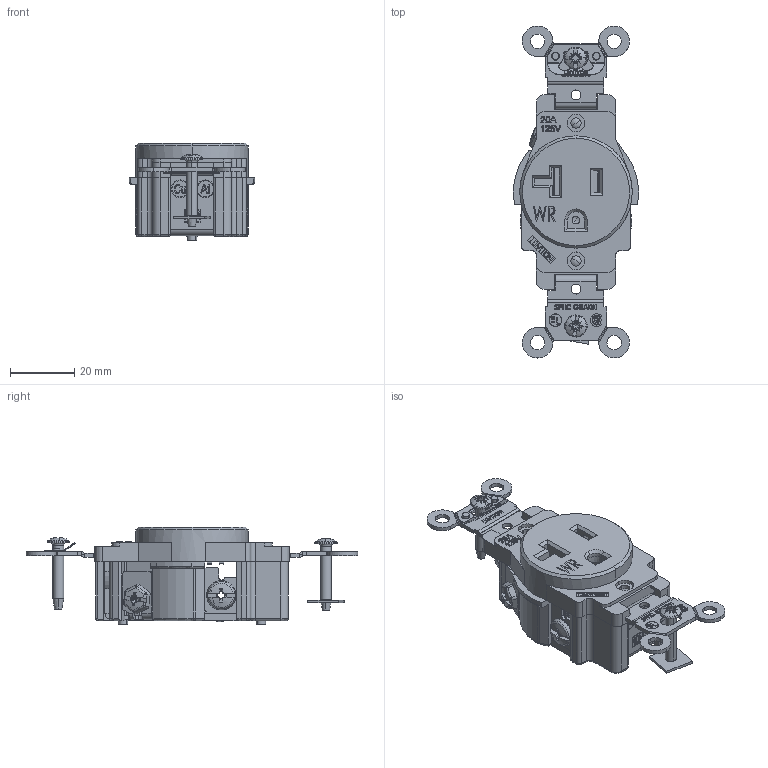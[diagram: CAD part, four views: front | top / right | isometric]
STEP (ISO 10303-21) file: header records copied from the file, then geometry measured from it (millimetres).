
FILE_DESCRIPTION (( 'STEP AP214' ), '1' );
FILE_NAME ('CATSTD-W5461-000-M01.STEP', '2022-02-22T20:46:46', ( '' ), ( '' ), 'SwSTEP 2.0', 'SolidWorks 2020', '' );
FILE_SCHEMA (( 'AUTOMOTIVE_DESIGN' ));
Length unit declared in the file: inch
Products named in the file (1): CATSTD-W5461-000-M01
Bounding box: 38.89 x 103.2 x 30.2 mm (x, y, z)
Surface area: 19294.5 mm2 (no closed solid volume)
Topology: 0 solids, 69 shells, 1258 faces, 5679 edges, 4376 vertices
Faces by surface type: plane 790, cylinder 242, bspline 111, cone 80, sphere 18, torus 17
Entity records: 83795 total; most frequent: CARTESIAN_POINT 23604, ORIENTED_EDGE 8493, DIRECTION 8139, EDGE_CURVE 5675, VERTEX_POINT 4376, VECTOR 3995, LINE 3995, AXIS2_PLACEMENT_3D 2072
